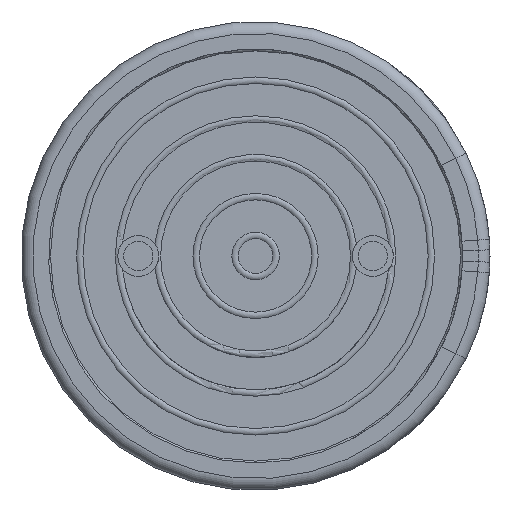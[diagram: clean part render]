
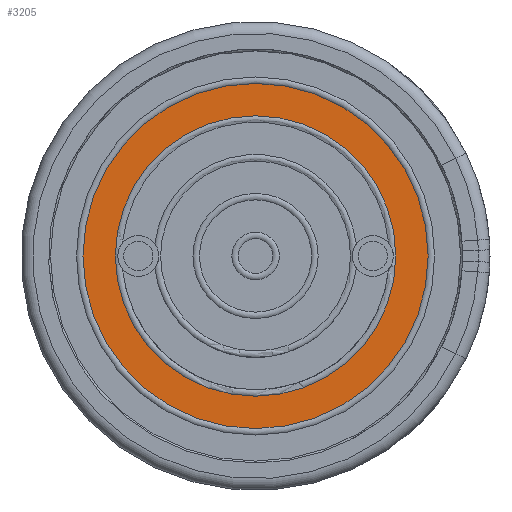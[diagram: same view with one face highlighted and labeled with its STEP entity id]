
A CAD part, front view. The second image highlights one B-rep face of the part: STEP entity #3205.
In plain terms, the highlighted planar face has unit normal (0, -1, 0).
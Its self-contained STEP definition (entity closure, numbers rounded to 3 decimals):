
#42=FACE_BOUND('',#478,.T.);
#206=PLANE('',#3586);
#329=FACE_OUTER_BOUND('',#477,.T.);
#477=EDGE_LOOP('',(#2863,#2864));
#478=EDGE_LOOP('',(#2865,#2866));
#1013=CIRCLE('',#3563,2.945);
#1014=CIRCLE('',#3564,2.945);
#1026=CIRCLE('',#3580,2.393);
#1027=CIRCLE('',#3581,2.393);
#1414=VERTEX_POINT('',#6158);
#1415=VERTEX_POINT('',#6159);
#1426=VERTEX_POINT('',#6190);
#1427=VERTEX_POINT('',#6191);
#1898=EDGE_CURVE('',#1414,#1415,#1013,.T.);
#1899=EDGE_CURVE('',#1415,#1414,#1014,.T.);
#1914=EDGE_CURVE('',#1426,#1427,#1026,.T.);
#1915=EDGE_CURVE('',#1427,#1426,#1027,.T.);
#2863=ORIENTED_EDGE('',*,*,#1898,.T.);
#2864=ORIENTED_EDGE('',*,*,#1899,.T.);
#2865=ORIENTED_EDGE('',*,*,#1914,.T.);
#2866=ORIENTED_EDGE('',*,*,#1915,.T.);
#3205=ADVANCED_FACE('',(#329,#42),#206,.T.);
#3563=AXIS2_PLACEMENT_3D('',#6160,#4392,#4393);
#3564=AXIS2_PLACEMENT_3D('',#6161,#4394,#4395);
#3580=AXIS2_PLACEMENT_3D('',#6192,#4429,#4430);
#3581=AXIS2_PLACEMENT_3D('',#6193,#4431,#4432);
#3586=AXIS2_PLACEMENT_3D('',#6199,#4442,#4443);
#4392=DIRECTION('center_axis',(0.,-1.,0.));
#4393=DIRECTION('ref_axis',(-1.,0.,0.));
#4394=DIRECTION('center_axis',(0.,-1.,0.));
#4395=DIRECTION('ref_axis',(-1.,0.,0.));
#4429=DIRECTION('center_axis',(0.,1.,0.));
#4430=DIRECTION('ref_axis',(-1.,0.,0.));
#4431=DIRECTION('center_axis',(0.,1.,0.));
#4432=DIRECTION('ref_axis',(-1.,0.,0.));
#4442=DIRECTION('center_axis',(0.,-1.,0.));
#4443=DIRECTION('ref_axis',(0.,0.,-1.));
#6158=CARTESIAN_POINT('',(-2.945,0.1,0.));
#6159=CARTESIAN_POINT('',(2.945,0.1,0.));
#6160=CARTESIAN_POINT('Origin',(0.,0.1,0.));
#6161=CARTESIAN_POINT('Origin',(0.,0.1,0.));
#6190=CARTESIAN_POINT('',(-2.393,0.1,0.));
#6191=CARTESIAN_POINT('',(2.393,0.1,0.));
#6192=CARTESIAN_POINT('Origin',(0.,0.1,0.));
#6193=CARTESIAN_POINT('Origin',(0.,0.1,0.));
#6199=CARTESIAN_POINT('Origin',(0.,0.1,0.));
